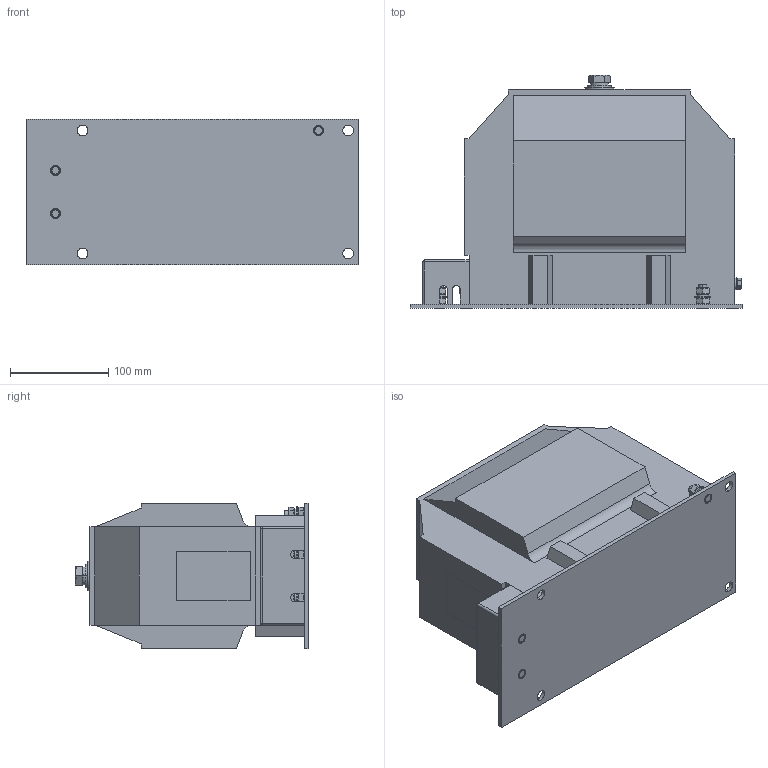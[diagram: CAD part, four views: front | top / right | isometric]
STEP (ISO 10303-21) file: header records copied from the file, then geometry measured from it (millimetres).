
FILE_DESCRIPTION (( 'STEP AP214' ), '1' );
FILE_NAME ('ﾍﾈﾎﾋ-ﾑﾒ-3-2ﾌ_ﾍﾈﾎﾋ-ﾑﾒ-6-2ﾌ_ﾍﾈﾎﾋ-ﾑﾒ-10-2ﾌ.STEP', '2023-08-10T18:38:06', ( '' ), ( '' ), 'SwSTEP 2.0', 'SolidWorks 2019', '' );
FILE_SCHEMA (( 'AUTOMOTIVE_DESIGN' ));
Length unit declared in the file: millimetre
Products named in the file (1): ﾍﾈﾎﾋ-ﾑﾒ-3-2ﾌ_ﾍﾈﾎﾋ-ﾑﾒ-6-2ﾌ_ﾍﾈﾎﾋ-ﾑﾒ-10-2ﾌ
Bounding box: 337.5 x 237.6 x 148 mm (x, y, z)
Volume: 7000995.9 mm3; surface area: 323929.8 mm2
Topology: 35 solids, 35 shells, 875 faces, 2225 edges, 1452 vertices
Faces by surface type: plane 485, cylinder 177, cone 117, bspline 72, torus 18, sphere 6
Entity records: 39896 total; most frequent: CARTESIAN_POINT 9127, ORIENTED_EDGE 4438, DIRECTION 4069, EDGE_CURVE 2219, VERTEX_POINT 1452, AXIS2_PLACEMENT_3D 1430, VECTOR 1209, LINE 1209
